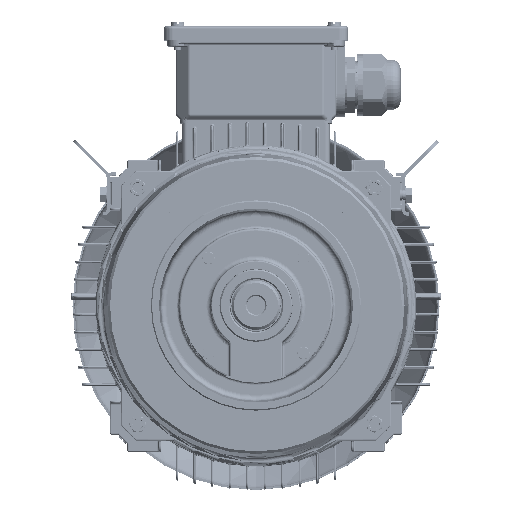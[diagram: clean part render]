
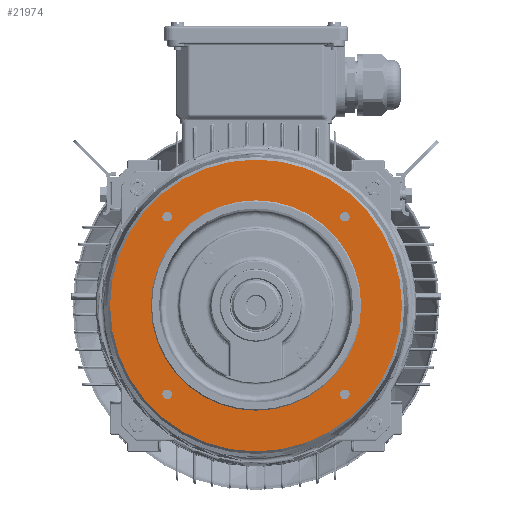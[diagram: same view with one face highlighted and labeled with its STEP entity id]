
A CAD part, top view. The second image highlights one B-rep face of the part: STEP entity #21974.
In plain terms, the highlighted planar face has unit normal (0, 0, 1).
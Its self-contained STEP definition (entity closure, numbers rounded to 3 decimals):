
#12196=PLANE('',#160743);
#13930=FACE_BOUND('',#41887,.T.);
#13931=FACE_BOUND('',#41888,.T.);
#13932=FACE_BOUND('',#41889,.T.);
#13933=FACE_BOUND('',#41890,.T.);
#13934=FACE_BOUND('',#41891,.T.);
#13935=FACE_BOUND('',#41892,.T.);
#21974=ADVANCED_FACE('',(#13930,#13931,#13932,#13933,#13934,#13935),#12196,
 .T.);
#41887=EDGE_LOOP('',(#106843));
#41888=EDGE_LOOP('',(#106844,#106845));
#41889=EDGE_LOOP('',(#106846,#106847));
#41890=EDGE_LOOP('',(#106848));
#41891=EDGE_LOOP('',(#106849,#106850));
#41892=EDGE_LOOP('',(#106851,#106852));
#106843=ORIENTED_EDGE('',*,*,#143650,.T.);
#106844=ORIENTED_EDGE('',*,*,#143651,.F.);
#106845=ORIENTED_EDGE('',*,*,#143652,.F.);
#106846=ORIENTED_EDGE('',*,*,#143653,.F.);
#106847=ORIENTED_EDGE('',*,*,#143654,.F.);
#106848=ORIENTED_EDGE('',*,*,#143655,.F.);
#106849=ORIENTED_EDGE('',*,*,#143656,.T.);
#106850=ORIENTED_EDGE('',*,*,#143657,.T.);
#106851=ORIENTED_EDGE('',*,*,#143658,.T.);
#106852=ORIENTED_EDGE('',*,*,#143659,.T.);
#122466=VERTEX_POINT('',#308834);
#122467=VERTEX_POINT('',#308836);
#122468=VERTEX_POINT('',#308837);
#122469=VERTEX_POINT('',#308840);
#122470=VERTEX_POINT('',#308841);
#122471=VERTEX_POINT('',#308844);
#122472=VERTEX_POINT('',#308846);
#122473=VERTEX_POINT('',#308847);
#122474=VERTEX_POINT('',#308850);
#122475=VERTEX_POINT('',#308851);
#143650=EDGE_CURVE('',#122466,#122466,#149110,.T.);
#143651=EDGE_CURVE('',#122467,#122468,#149111,.T.);
#143652=EDGE_CURVE('',#122468,#122467,#149112,.T.);
#143653=EDGE_CURVE('',#122469,#122470,#149113,.T.);
#143654=EDGE_CURVE('',#122470,#122469,#149114,.T.);
#143655=EDGE_CURVE('',#122471,#122471,#149115,.T.);
#143656=EDGE_CURVE('',#122472,#122473,#149116,.T.);
#143657=EDGE_CURVE('',#122473,#122472,#149117,.T.);
#143658=EDGE_CURVE('',#122474,#122475,#149118,.T.);
#143659=EDGE_CURVE('',#122475,#122474,#149119,.T.);
#149110=CIRCLE('',#160733,124.862);
#149111=CIRCLE('',#160734,4.1);
#149112=CIRCLE('',#160735,4.1);
#149113=CIRCLE('',#160736,4.1);
#149114=CIRCLE('',#160737,4.1);
#149115=CIRCLE('',#160738,90.);
#149116=CIRCLE('',#160739,4.1);
#149117=CIRCLE('',#160740,4.1);
#149118=CIRCLE('',#160741,4.1);
#149119=CIRCLE('',#160742,4.1);
#160733=AXIS2_PLACEMENT_3D('',#308833,#195251,#195252);
#160734=AXIS2_PLACEMENT_3D('',#308835,#195253,#195254);
#160735=AXIS2_PLACEMENT_3D('',#308838,#195255,#195256);
#160736=AXIS2_PLACEMENT_3D('',#308839,#195257,#195258);
#160737=AXIS2_PLACEMENT_3D('',#308842,#195259,#195260);
#160738=AXIS2_PLACEMENT_3D('',#308843,#195261,#195262);
#160739=AXIS2_PLACEMENT_3D('',#308845,#195263,#195264);
#160740=AXIS2_PLACEMENT_3D('',#308848,#195265,#195266);
#160741=AXIS2_PLACEMENT_3D('',#308849,#195267,#195268);
#160742=AXIS2_PLACEMENT_3D('',#308852,#195269,#195270);
#160743=AXIS2_PLACEMENT_3D('',#308853,#195271,#195272);
#195251=DIRECTION('',(0.,0.,1.));
#195252=DIRECTION('',(-1.,0.,0.));
#195253=DIRECTION('',(0.,0.,1.));
#195254=DIRECTION('',(-1.,0.,0.));
#195255=DIRECTION('',(0.,0.,1.));
#195256=DIRECTION('',(-1.,0.,0.));
#195257=DIRECTION('',(0.,0.,1.));
#195258=DIRECTION('',(-1.,0.,0.));
#195259=DIRECTION('',(0.,0.,1.));
#195260=DIRECTION('',(-1.,0.,0.));
#195261=DIRECTION('',(0.,0.,1.));
#195262=DIRECTION('',(-1.,0.,0.));
#195263=DIRECTION('',(0.,0.,-1.));
#195264=DIRECTION('',(-1.,0.,0.));
#195265=DIRECTION('',(0.,0.,-1.));
#195266=DIRECTION('',(-1.,0.,0.));
#195267=DIRECTION('',(0.,0.,-1.));
#195268=DIRECTION('',(-1.,0.,0.));
#195269=DIRECTION('',(0.,0.,-1.));
#195270=DIRECTION('',(-1.,0.,0.));
#195271=DIRECTION('',(0.,0.,1.));
#195272=DIRECTION('',(1.,0.,0.));
#308833=CARTESIAN_POINT('',(0.,-2.582,213.457));
#308834=CARTESIAN_POINT('',(-124.862,-2.582,213.457));
#308835=CARTESIAN_POINT('',(76.009,73.426,213.457));
#308836=CARTESIAN_POINT('',(71.909,73.426,213.457));
#308837=CARTESIAN_POINT('',(80.109,73.426,213.457));
#308838=CARTESIAN_POINT('',(76.009,73.426,213.457));
#308839=CARTESIAN_POINT('',(-76.015,73.433,213.457));
#308840=CARTESIAN_POINT('',(-80.115,73.433,213.457));
#308841=CARTESIAN_POINT('',(-71.915,73.433,213.457));
#308842=CARTESIAN_POINT('',(-76.015,73.433,213.457));
#308843=CARTESIAN_POINT('',(0.,-2.582,213.457));
#308844=CARTESIAN_POINT('',(-90.,-2.582,213.457));
#308845=CARTESIAN_POINT('',(76.009,-78.591,213.457));
#308846=CARTESIAN_POINT('',(71.909,-78.591,213.457));
#308847=CARTESIAN_POINT('',(80.109,-78.591,213.457));
#308848=CARTESIAN_POINT('',(76.009,-78.591,213.457));
#308849=CARTESIAN_POINT('',(-76.015,-78.597,213.457));
#308850=CARTESIAN_POINT('',(-80.115,-78.597,213.457));
#308851=CARTESIAN_POINT('',(-71.915,-78.597,213.457));
#308852=CARTESIAN_POINT('',(-76.015,-78.597,213.457));
#308853=CARTESIAN_POINT('',(0.,87.418,213.457));
